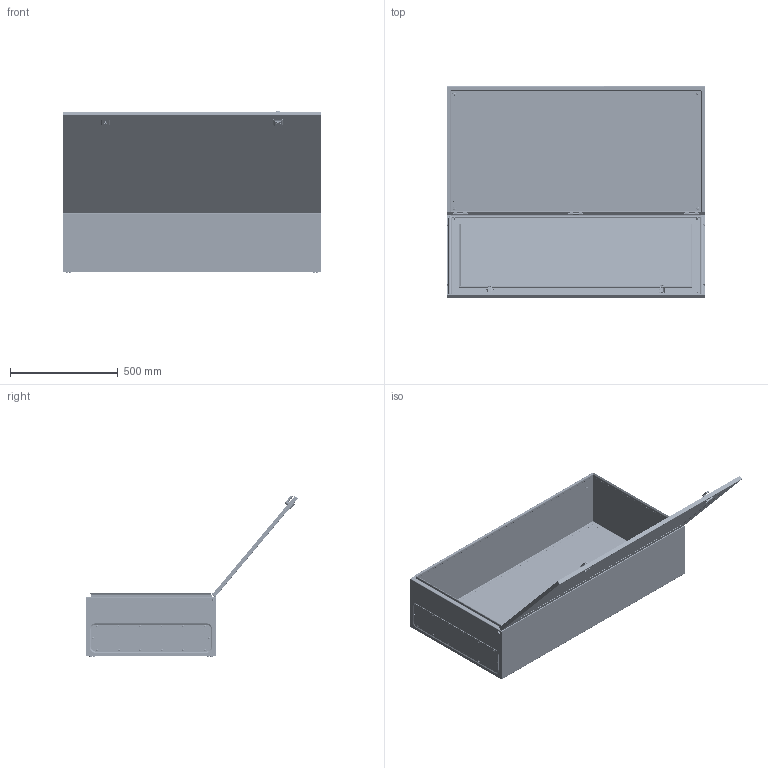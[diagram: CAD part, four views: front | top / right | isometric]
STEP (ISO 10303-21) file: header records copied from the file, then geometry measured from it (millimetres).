
FILE_DESCRIPTION (( 'STEP AP203' ), '1' );
FILE_NAME ('1200x600x300 R5CEX1263.step', '2011-10-28T12:09:43', ( 'User' ), ( 'DKC' ), 'SwSTEP 2.0', 'SolidWorks 2011', '' );
FILE_SCHEMA (( 'CONFIG_CONTROL_DESIGN' ));
Length unit declared in the file: millimetre
Products named in the file (36): 1200x600x300 R5CEX1263; Mounting plates CE 11111_1200x600; Sealant of perno AC00C409; Perno AC00C401_AC00C401; Trasparante dead door CE assemble 11111_1200õ600 CB02C288; hermetic for transparente door CE_1200x600; Door glass CE_1200x600; Handle internal door; Linguetta per porte interne AC00C537_Default; sealant for door CE_1200x600; CERNIERA SALDATA_Default; End-cup AC00C112_Default; MOLLA AC00C344_AC00C344; Handle small door CE; Sealant AC00356; AC00C348; Hex Flange Bolt M6x10_ISO 4162 - M6 x 12 x 12-S; Linguetta CE_handle CE; Inserto a doppio pettine AC00C443_AC00C343; BASETTA ESTERNA PER BOX AC00C503_AC00C503; Trasparante dead door CE 11111_1200x600; Frames CE assemble 11111_1200x600x300 R5CE1263; end-cap_AC00C061; land; Tapping screw 4.8x9.5 AC00C352_AC00C352; End-cup AC00C383_Default; Tapping screw 4.2x16_Tapping screw 4.2x16; Blocchetto fissaggio cerniera AC00C354_AC00C354; CERNIERA AC00C399_Default; Flange nut M6_ISO 7044-M6-S; Perno M6 AC00C145_1; Sealant AC00C355; End-cup AC00C317_Default; Flanges CE_527x97; Sealants of flange_527x97; Frames CE 11111_1200x600x300
Assembly tree (112 placements, depth 4):
  1200x600x300 R5CEX1263
    Flange nut M6_ISO 7044-M6-S  x4
    Sealant of perno AC00C409  x3
    Mounting plates CE 11111_1200x600
    Trasparante dead door CE assemble 11111_1200õ600 CB02C288
      End-cup AC00C112_Default  x4
      Door glass CE_1200x600
      CERNIERA SALDATA_Default  x2
      end-cap_AC00C061  x2
      Handle small door CE
        Hex Flange Bolt M6x10_ISO 4162 - M6 x 12 x 12-S
        Linguetta CE_handle CE
        AC00C348
        BASETTA ESTERNA PER BOX AC00C503_AC00C503
        Inserto a doppio pettine AC00C443_AC00C343
        Sealant AC00356
      land  x4
      hermetic for transparente door CE_1200x600
      MOLLA AC00C344_AC00C344  x2
      Handle internal door
        Inserto a doppio pettine AC00C443_AC00C343
        AC00C348
        Hex Flange Bolt M6x10_ISO 4162 - M6 x 12 x 12-S
        Linguetta per porte interne AC00C537_Default
        BASETTA ESTERNA PER BOX AC00C503_AC00C503
      sealant for door CE_1200x600
      Trasparante dead door CE 11111_1200x600
    Frames CE assemble 11111_1200x600x300 R5CE1263
      Flange nut M6_ISO 7044-M6-S  x4
      End-cup AC00C317_Default  x4
      CERNIERA AC00C399_Default  x3
      Tapping screw 4.8x9.5 AC00C352_AC00C352  x28
      Flanges CE_527x97
      Perno M6 AC00C145_1  x4
      Blocchetto fissaggio cerniera AC00C354_AC00C354  x3
      End-cup AC00C383_Default  x3
      Sealant AC00C355  x4
      end-cap_AC00C061  x2
      land  x4
      Tapping screw 4.2x16_Tapping screw 4.2x16  x6
      Frames CE 11111_1200x600x300
      Sealants of flange_527x97
    Perno AC00C401_AC00C401  x3
Bounding box: 1200.13 x 980.31 x 748.06 mm (x, y, z)
Volume: 7074316.3 mm3; surface area: 7067986.8 mm2
Topology: 116 solids, 116 shells, 8845 faces, 22906 edges, 14425 vertices
Faces by surface type: bspline 2634, cylinder 2260, plane 1925, cone 1724, torus 228, sphere 74
Entity records: 154285 total; most frequent: CARTESIAN_POINT 93914, ORIENTED_EDGE 12154, DIRECTION 10355, EDGE_CURVE 6077, VERTEX_POINT 3824, AXIS2_PLACEMENT_3D 3822, LINE 2711, VECTOR 2711
